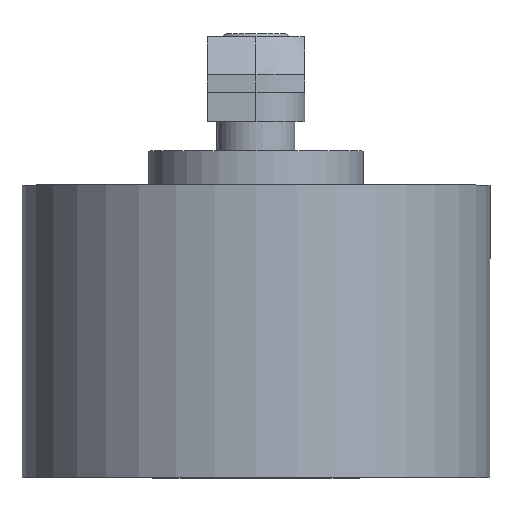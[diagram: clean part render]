
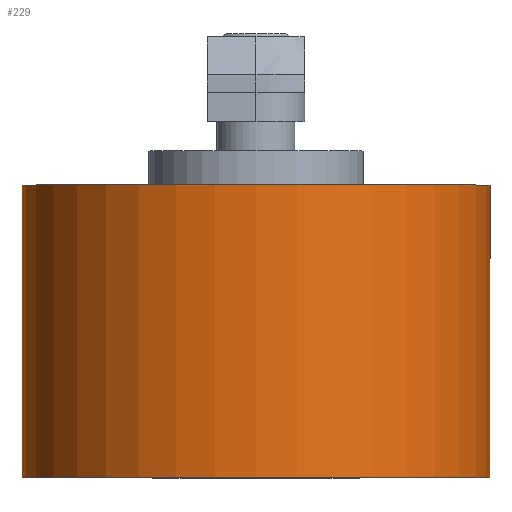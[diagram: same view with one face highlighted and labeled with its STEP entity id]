
A CAD part, top view. The second image highlights one B-rep face of the part: STEP entity #229.
In plain terms, the highlighted cylindrical face has radius 24 mm (diameter 48 mm), a full revolution.
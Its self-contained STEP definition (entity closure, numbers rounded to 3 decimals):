
#229=ADVANCED_FACE('',(#648,#649),#650,.T.);
#648=FACE_BOUND('',#1279,.T.);
#649=FACE_BOUND('',#1280,.T.);
#650=CYLINDRICAL_SURFACE('',#1281,24.0);
#1279=EDGE_LOOP('',(#1930,#1931));
#1280=EDGE_LOOP('',(#1932,#1933));
#1281=AXIS2_PLACEMENT_3D('',#1934,#1935,#1936);
#1930=ORIENTED_EDGE('',*,*,#3614,.F.);
#1931=ORIENTED_EDGE('',*,*,#3615,.F.);
#1932=ORIENTED_EDGE('',*,*,#3587,.F.);
#1933=ORIENTED_EDGE('',*,*,#3588,.F.);
#1934=CARTESIAN_POINT('',(0.,1.5,0.0));
#1935=DIRECTION('',(0.,1.0,0.0));
#1936=DIRECTION('',(-1.0,0.,0.0));
#3587=EDGE_CURVE('',#4240,#4241,#4242,.T.);
#3588=EDGE_CURVE('',#4241,#4240,#4243,.T.);
#3614=EDGE_CURVE('',#4293,#4294,#4295,.T.);
#3615=EDGE_CURVE('',#4294,#4293,#4296,.T.);
#4240=VERTEX_POINT('',#5173);
#4241=VERTEX_POINT('',#5174);
#4242=CIRCLE('',#5175,24.0);
#4243=CIRCLE('',#5176,24.0);
#4293=VERTEX_POINT('',#5226);
#4294=VERTEX_POINT('',#5227);
#4295=CIRCLE('',#5228,24.0);
#4296=CIRCLE('',#5229,24.0);
#5173=CARTESIAN_POINT('',(-24.,-30.0,0.0));
#5174=CARTESIAN_POINT('',(24.,-30.0,0.0));
#5175=AXIS2_PLACEMENT_3D('',#6562,#6563,#6564);
#5176=AXIS2_PLACEMENT_3D('',#6565,#6566,#6567);
#5226=CARTESIAN_POINT('',(0.,0.,-24.0));
#5227=CARTESIAN_POINT('',(0.,0.,24.0));
#5228=AXIS2_PLACEMENT_3D('',#6640,#6641,#6642);
#5229=AXIS2_PLACEMENT_3D('',#6643,#6644,#6645);
#6562=CARTESIAN_POINT('',(0.,-30.0,0.0));
#6563=DIRECTION('',(0.,-1.0,0.0));
#6564=DIRECTION('',(1.0,0.,0.0));
#6565=CARTESIAN_POINT('',(0.,-30.0,0.0));
#6566=DIRECTION('',(0.,-1.0,0.0));
#6567=DIRECTION('',(1.0,0.,0.0));
#6640=CARTESIAN_POINT('',(0.,0.,0.0));
#6641=DIRECTION('',(0.,1.0,-0.0));
#6642=DIRECTION('',(0.0,0.0,1.0));
#6643=CARTESIAN_POINT('',(0.,0.,0.0));
#6644=DIRECTION('',(0.,1.0,-0.0));
#6645=DIRECTION('',(0.0,0.0,1.0));
